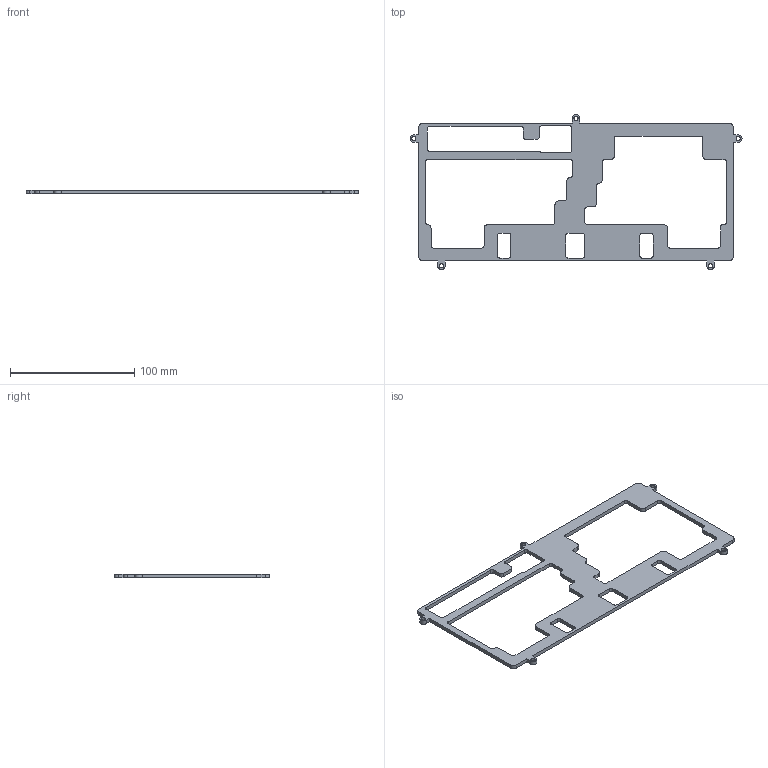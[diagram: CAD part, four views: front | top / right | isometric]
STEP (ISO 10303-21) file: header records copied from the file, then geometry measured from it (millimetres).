
FILE_DESCRIPTION(/* description */ (''),/* implementation_level */ '2;1');
FILE_NAME(/* name */ 'Terminal Compression Weight.step',/* time_stamp */ '2022-08-25T09:49:38-05:00',/* author */ (''),/* organization */ (''),/* preprocessor_version */ 'ST-DEVELOPER v19',/* originating_system */ 'Autodesk Translation Framework v11.7.0.108',/* authorisation */ '');
FILE_SCHEMA (('AUTOMOTIVE_DESIGN { 1 0 10303 214 3 1 1 }'));
Length unit declared in the file: millimetre
Products named in the file (1): Terminal Compression Weight
Bounding box: 267.36 x 124.84 x 3.2 mm (x, y, z)
Volume: 34921 mm3; surface area: 28447.7 mm2
Topology: 1 solids, 1 shells, 133 faces, 393 edges, 262 vertices
Faces by surface type: plane 70, cylinder 63
Full cylindrical faces by diameter (mm): 3.4 x5
Entity records: 4550 total; most frequent: CARTESIAN_POINT 789, DIRECTION 787, ORIENTED_EDGE 786, EDGE_CURVE 393, LINE 267, VECTOR 267, VERTEX_POINT 262, AXIS2_PLACEMENT_3D 260
